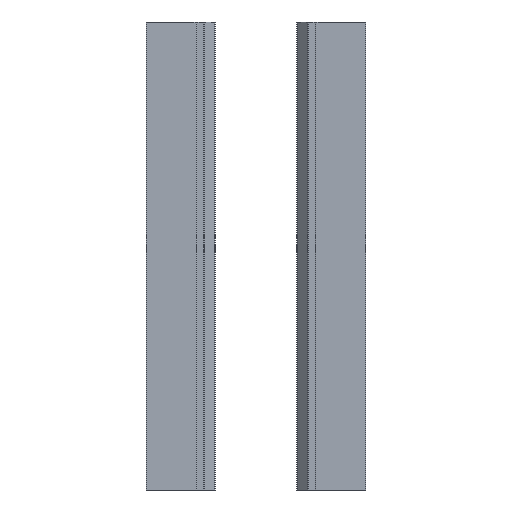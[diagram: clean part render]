
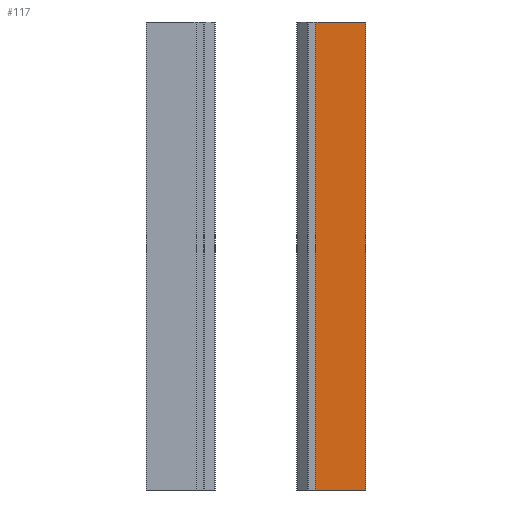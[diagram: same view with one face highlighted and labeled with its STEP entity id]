
A CAD part, front view. The second image highlights one B-rep face of the part: STEP entity #117.
In plain terms, the highlighted planar face has unit normal (0, -1, 0).
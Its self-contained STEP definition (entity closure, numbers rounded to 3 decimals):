
#3 = VERTEX_POINT ( 'NONE', #498 ) ;
#21 = CARTESIAN_POINT ( 'NONE',  ( 7.1, 4.3, -27.7 ) ) ;
#27 = LINE ( 'NONE', #454, #700 ) ;
#39 = DIRECTION ( 'NONE',  ( 0., 0., 1. ) ) ;
#58 = VERTEX_POINT ( 'NONE', #579 ) ;
#64 = CARTESIAN_POINT ( 'NONE',  ( 13., 4.3, -27.7 ) ) ;
#117 = ADVANCED_FACE ( 'NONE', ( #225 ), #661, .T. ) ;
#200 = ORIENTED_EDGE ( 'NONE', *, *, #375, .F. ) ;
#203 = EDGE_LOOP ( 'NONE', ( #410, #200, #280, #637 ) ) ;
#225 = FACE_OUTER_BOUND ( 'NONE', #203, .T. ) ;
#236 = VECTOR ( 'NONE', #444, 1000. ) ;
#279 = DIRECTION ( 'NONE',  ( 0., 0., 1. ) ) ;
#280 = ORIENTED_EDGE ( 'NONE', *, *, #665, .T. ) ;
#334 = CARTESIAN_POINT ( 'NONE',  ( 7.1, 4.3, -27.7 ) ) ;
#358 = CARTESIAN_POINT ( 'NONE',  ( 7.1, 4.3, 27.7 ) ) ;
#375 = EDGE_CURVE ( 'NONE', #902, #3, #27, .T. ) ;
#410 = ORIENTED_EDGE ( 'NONE', *, *, #915, .F. ) ;
#426 = VECTOR ( 'NONE', #861, 1000. ) ;
#444 = DIRECTION ( 'NONE',  ( 1., 0., 0. ) ) ;
#454 = CARTESIAN_POINT ( 'NONE',  ( 7.1, 4.3, -27.7 ) ) ;
#460 = LINE ( 'NONE', #358, #236 ) ;
#498 = CARTESIAN_POINT ( 'NONE',  ( 7.1, 4.3, 27.7 ) ) ;
#503 = EDGE_CURVE ( 'NONE', #782, #58, #576, .T. ) ;
#576 = LINE ( 'NONE', #64, #683 ) ;
#579 = CARTESIAN_POINT ( 'NONE',  ( 13., 4.3, 27.7 ) ) ;
#637 = ORIENTED_EDGE ( 'NONE', *, *, #503, .T. ) ;
#661 = PLANE ( 'NONE',  #673 ) ;
#665 = EDGE_CURVE ( 'NONE', #902, #782, #796, .T. ) ;
#666 = CARTESIAN_POINT ( 'NONE',  ( 7.1, 4.3, -27.7 ) ) ;
#673 = AXIS2_PLACEMENT_3D ( 'NONE', #666, #677, #679 ) ;
#677 = DIRECTION ( 'NONE',  ( 0., -1., 0. ) ) ;
#679 = DIRECTION ( 'NONE',  ( 0., 0., -1. ) ) ;
#683 = VECTOR ( 'NONE', #39, 1000. ) ;
#700 = VECTOR ( 'NONE', #279, 1000. ) ;
#782 = VERTEX_POINT ( 'NONE', #785 ) ;
#785 = CARTESIAN_POINT ( 'NONE',  ( 13., 4.3, -27.7 ) ) ;
#796 = LINE ( 'NONE', #21, #426 ) ;
#861 = DIRECTION ( 'NONE',  ( 1., 0., 0. ) ) ;
#902 = VERTEX_POINT ( 'NONE', #334 ) ;
#915 = EDGE_CURVE ( 'NONE', #3, #58, #460, .T. ) ;
